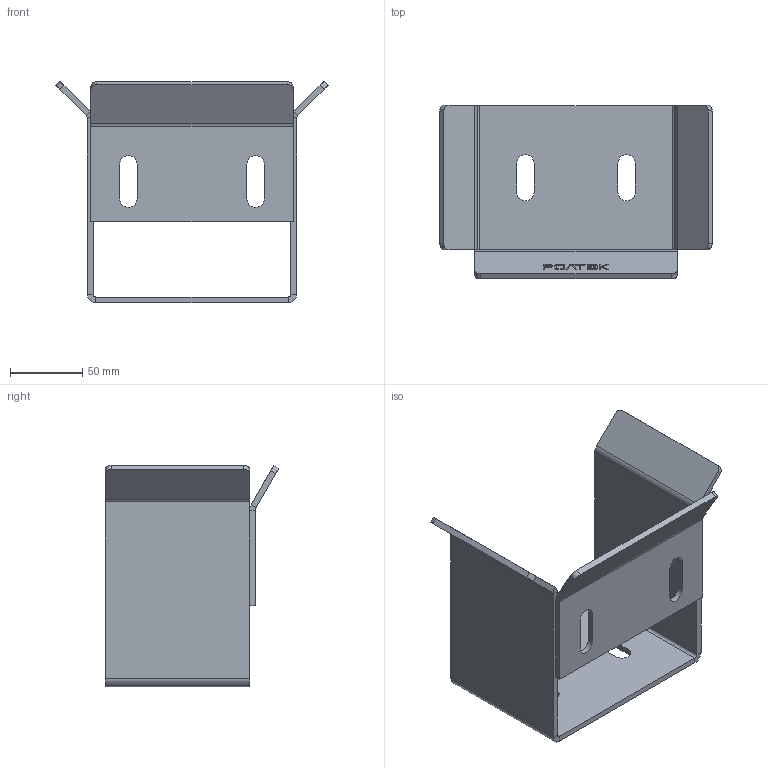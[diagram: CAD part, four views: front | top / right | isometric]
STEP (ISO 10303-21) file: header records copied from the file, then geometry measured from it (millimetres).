
FILE_DESCRIPTION(('STEP AP203'), '1');
FILE_NAME('兴032.05.00.000 祟忤蝈朦 龛骓栝 汤恃 (瘟)', '2015-09-24T11:42:41', ('Windows User'), ('形艘菔'), 'ASCON STEP Converter 1.3', 'ASCON Math Kernel', '');
FILE_SCHEMA(('CONFIG_CONTROL_DESIGN'));
Length unit declared in the file: millimetre
Products named in the file (1): 倓032.05.00.0005
Bounding box: 188.62 x 120.19 x 153.48 mm (x, y, z)
Volume: 232467.7 mm3; surface area: 123557.2 mm2
Topology: 1 solids, 1 shells, 195 faces, 520 edges, 332 vertices
Faces by surface type: plane 114, cylinder 81
Entity records: 6104 total; most frequent: DIRECTION 1074, CARTESIAN_POINT 1048, ORIENTED_EDGE 1040, EDGE_CURVE 520, AXIS2_PLACEMENT_3D 358, LINE 358, VECTOR 358, VERTEX_POINT 332
